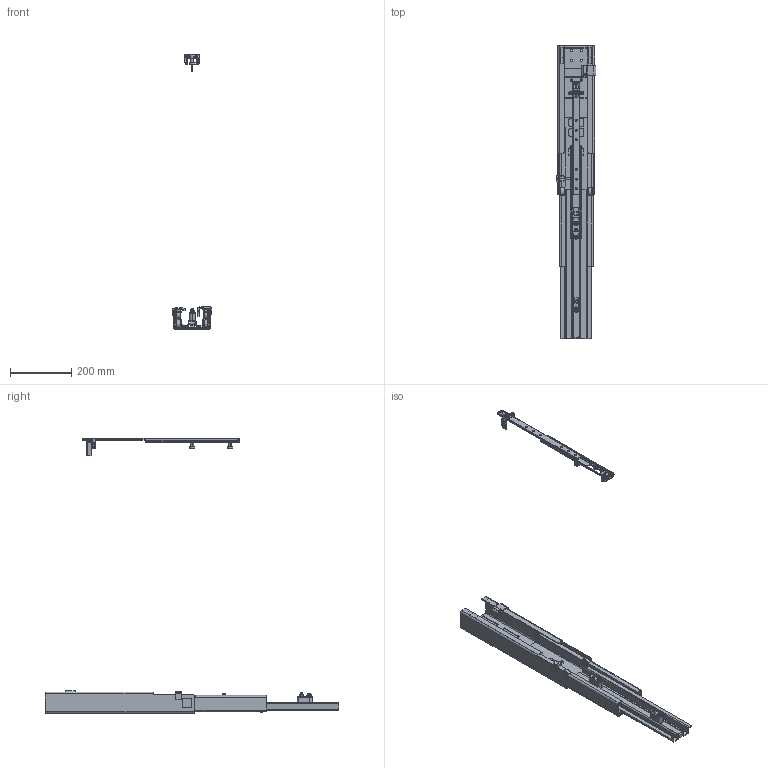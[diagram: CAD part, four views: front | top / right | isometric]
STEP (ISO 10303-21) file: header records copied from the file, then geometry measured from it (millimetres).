
FILE_DESCRIPTION(/* description */ (''),/* implementation_level */ '2;1');
FILE_NAME(/* name */ '3D_100-0874-XX_max.sat.ipt.stp',/* time_stamp */ '2023-05-08T11:53:46+02:00',/* author */ (''),/* organization */ (''),/* preprocessor_version */ 'ST-DEVELOPER v18.1',/* originating_system */ 'Autodesk Inventor 2021',/* authorisation */ '');
FILE_SCHEMA (('CONFIG_CONTROL_DESIGN'));
Products named in the file (1): 3D_100-0874-XX_max.sat
Bounding box: 130.2 x 957 x 900.1 mm (x, y, z)
Volume: 1102116.4 mm3; surface area: 745789.5 mm2
Topology: 7 solids, 7 shells, 2256 faces, 5654 edges, 3329 vertices
Faces by surface type: cylinder 945, plane 682, bspline 460, torus 116, sphere 38, cone 15
Full cylindrical faces by diameter (mm): 4 x2, 6 x2, 7 x8, 8 x3, 9.2 x2, 11 x2, 14 x2, 17.5 x2, 17.8 x2, 20 x2, 21.95 x4, 22 x4, 27.95 x2
Entity records: 103460 total; most frequent: CARTESIAN_POINT 49875, ORIENTED_EDGE 11054, DIRECTION 10906, EDGE_CURVE 5527, AXIS2_PLACEMENT_3D 4130, VERTEX_POINT 3329, LINE 2646, VECTOR 2646
